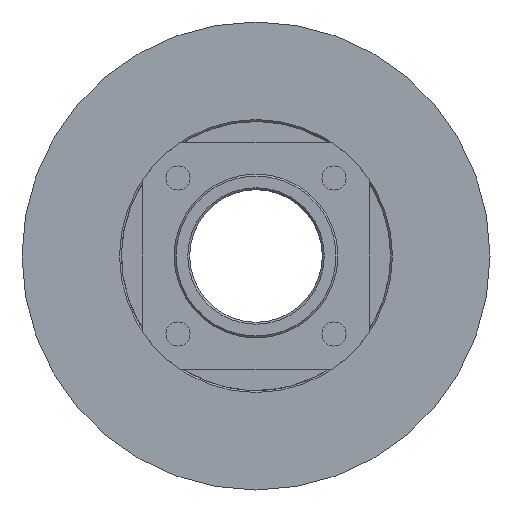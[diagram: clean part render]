
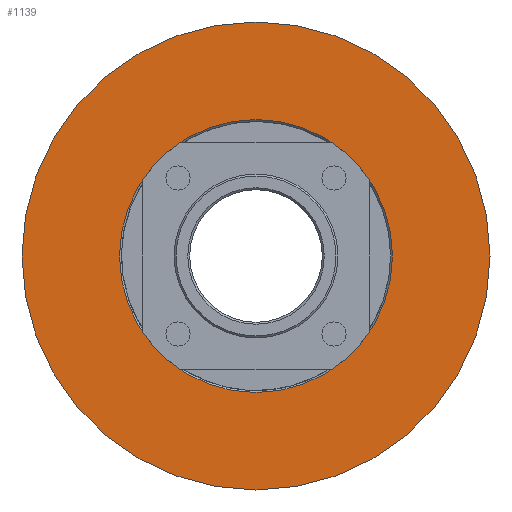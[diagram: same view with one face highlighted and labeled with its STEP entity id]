
A CAD part, front view. The second image highlights one B-rep face of the part: STEP entity #1139.
In plain terms, the highlighted planar face has unit normal (0, -1, 0).
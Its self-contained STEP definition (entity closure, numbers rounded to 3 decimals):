
#147=PLANE($,#1261);
#204=FACE_BOUND($,#387,.T.);
#282=FACE_OUTER_BOUND($,#386,.T.);
#386=EDGE_LOOP($,(#958));
#387=EDGE_LOOP($,(#959));
#461=CIRCLE($,#1260,35.);
#462=CIRCLE($,#1262,60.);
#565=VERTEX_POINT($,#2152);
#566=VERTEX_POINT($,#2155);
#701=EDGE_CURVE($,#565,#565,#461,.T.);
#702=EDGE_CURVE($,#566,#566,#462,.T.);
#958=ORIENTED_EDGE($,*,*,#702,.T.);
#959=ORIENTED_EDGE($,*,*,#701,.F.);
#1139=ADVANCED_FACE($,(#282,#204),#147,.T.);
#1260=AXIS2_PLACEMENT_3D($,#2153,#1540,#1541);
#1261=AXIS2_PLACEMENT_3D($,#2154,#1542,#1543);
#1262=AXIS2_PLACEMENT_3D($,#2156,#1544,#1545);
#1540=DIRECTION('center_axis',(0.,-1.,0.));
#1541=DIRECTION('ref_axis',(-1.,0.,0.));
#1542=DIRECTION('center_axis',(0.,-1.,0.));
#1543=DIRECTION('ref_axis',(0.,0.,-1.));
#1544=DIRECTION('center_axis',(0.,-1.,0.));
#1545=DIRECTION('ref_axis',(1.,0.,0.));
#2152=CARTESIAN_POINT('',(35.,0.,0.));
#2153=CARTESIAN_POINT('Origin',(0.,0.,0.));
#2154=CARTESIAN_POINT('Origin',(37.25,0.,0.));
#2155=CARTESIAN_POINT('',(60.,0.,0.));
#2156=CARTESIAN_POINT('Origin',(0.,0.,0.));
